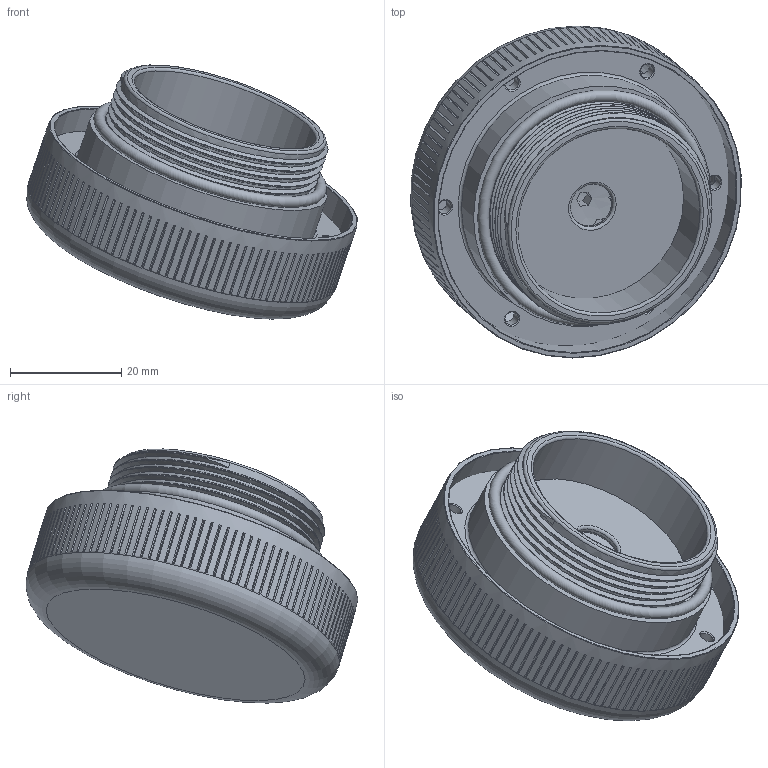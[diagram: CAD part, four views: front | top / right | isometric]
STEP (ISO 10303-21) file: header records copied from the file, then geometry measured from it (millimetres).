
FILE_DESCRIPTION(/* description */ ('DAE M 40x1,5 Kappe'),/* implementation_level */ '2;1');
FILE_NAME(/* name */ '90000540-RST.stp',/* time_stamp */ '2016-11-30T12:10:55+01:00',/* author */ ('SL'),/* organization */ (''),/* preprocessor_version */ 'ST-DEVELOPER v15.2',/* originating_system */ 'Autodesk Inventor 2014',/* authorisation */ '');
FILE_SCHEMA (('AUTOMOTIVE_DESIGN { 1 0 10303 214 3 1 1 }'));
Length unit declared in the file: millimetre
Products named in the file (7): UL-DAE-05-BT-0002-90000540HLD; UL-DAE-05-BT-0001-90000540HLD; UL-DAE-05-BT-0004-90000540HLD; UL-DAE-05-BT-0003-90000540HLD; UL-DAE-05-BT-0005-90000540HLD; UL-DAE-05-BT-0006-90000540HLD; UL-DAE-05-BG-0001-90000540HLD
Assembly tree (6 placements, depth 2):
  UL-DAE-05-BG-0001-90000540HLD
    UL-DAE-05-BT-0002-90000540HLD
    UL-DAE-05-BT-0001-90000540HLD
    UL-DAE-05-BT-0004-90000540HLD
    UL-DAE-05-BT-0003-90000540HLD
    UL-DAE-05-BT-0005-90000540HLD
    UL-DAE-05-BT-0006-90000540HLD
Bounding box: 59.42 x 59.74 x 45.71 mm (x, y, z)
Volume: 23800.1 mm3; surface area: 31053.7 mm2
Topology: 6 solids, 6 shells, 684 faces, 1624 edges, 1077 vertices
Faces by surface type: plane 633, cylinder 27, torus 11, cone 7, bspline 3, sphere 3
Full cylindrical faces by diameter (mm): 2.5 x6, 8 x1, 31.52 x1, 34 x1, 34.52 x1, 38.338 x6, 39 x3, 39.6 x1, 45 x1, 56.45 x1, 58.45 x1
Entity records: 23611 total; most frequent: CARTESIAN_POINT 7610, DIRECTION 3256, ORIENTED_EDGE 3136, EDGE_CURVE 1568, AXIS2_PLACEMENT_3D 1125, VERTEX_POINT 1062, LINE 1006, VECTOR 1006
